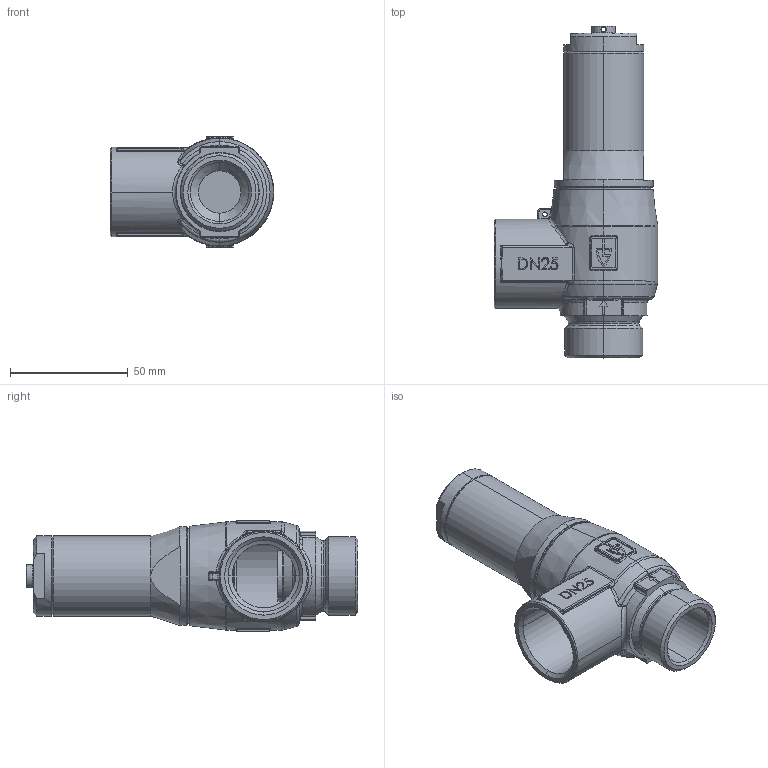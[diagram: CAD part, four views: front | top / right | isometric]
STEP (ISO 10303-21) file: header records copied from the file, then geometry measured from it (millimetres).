
FILE_DESCRIPTION (( 'STEP AP214' ), '1' );
FILE_NAME ('460 25 Dummy BSP.STEP', '2012-04-20T08:47:49', ( 'Blankenhorn' ), ( '' ), 'SwSTEP 2.0', 'SolidWorks 2011', '' );
FILE_SCHEMA (( 'AUTOMOTIVE_DESIGN' ));
Length unit declared in the file: millimetre
Products named in the file (1): 460 25 Dummy BSP
Bounding box: 69.5 x 141 x 47 mm (x, y, z)
Volume: 80393.7 mm3; surface area: 45505.1 mm2
Topology: 3 solids, 3 shells, 563 faces, 1382 edges, 851 vertices
Faces by surface type: plane 199, bspline 136, cylinder 125, cone 57, torus 44, sphere 2
Entity records: 29593 total; most frequent: CARTESIAN_POINT 10925, ORIENTED_EDGE 2746, DIRECTION 2335, EDGE_CURVE 1373, AXIS2_PLACEMENT_3D 854, VERTEX_POINT 851, LINE 627, VECTOR 627
